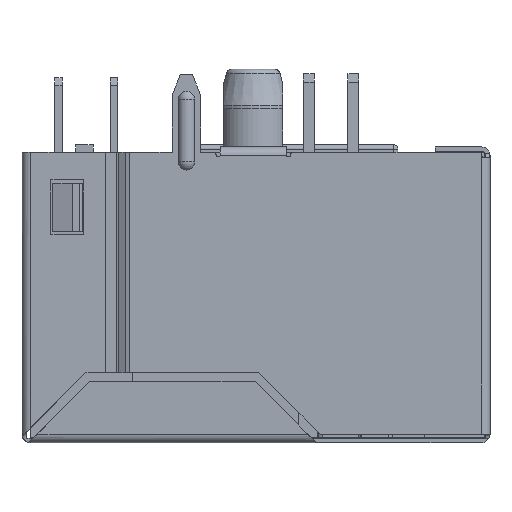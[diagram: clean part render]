
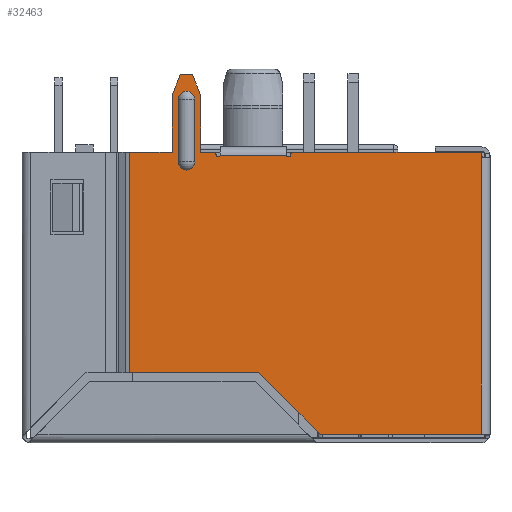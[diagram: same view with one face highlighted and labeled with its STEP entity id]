
A CAD part, left-side view. The second image highlights one B-rep face of the part: STEP entity #32463.
In plain terms, the highlighted planar face has unit normal (-1, 0, 0).
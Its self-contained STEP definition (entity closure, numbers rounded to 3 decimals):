
#28339=DIRECTION('',(0.,-1.,0.));
#28340=VECTOR('',#28339,12.8);
#28341=CARTESIAN_POINT('',(-7.975,-0.4,-20.95));
#28342=LINE('',#28341,#28340);
#28438=DIRECTION('',(0.,1.,0.));
#28439=VECTOR('',#28438,2.6);
#28440=CARTESIAN_POINT('',(-7.975,-15.85,-6.85));
#28441=LINE('',#28440,#28439);
#28442=DIRECTION('',(0.,0.932,-0.362));
#28443=VECTOR('',#28442,1.019);
#28444=CARTESIAN_POINT('',(-7.975,-16.8,-7.781));
#28445=LINE('',#28444,#28443);
#28446=DIRECTION('',(0.,0.,-1.));
#28447=VECTOR('',#28446,0.6);
#28448=CARTESIAN_POINT('',(-7.975,-13.25,-8.15));
#28449=LINE('',#28448,#28447);
#28450=CARTESIAN_POINT('',(-7.975,-13.15,-8.75));
#28451=DIRECTION('',(1.,0.,0.));
#28452=DIRECTION('',(0.,-1.,0.));
#28453=AXIS2_PLACEMENT_3D('',#28450,#28451,#28452);
#28455=CARTESIAN_POINT('',(-7.975,-13.15,-8.95));
#28456=DIRECTION('',(-1.,0.,0.));
#28457=DIRECTION('',(0.,0.,1.));
#28458=AXIS2_PLACEMENT_3D('',#28455,#28456,#28457);
#28460=CARTESIAN_POINT('',(-7.975,-13.15,-12.15));
#28461=DIRECTION('',(-1.,0.,0.));
#28462=DIRECTION('',(0.,0.5,0.866));
#28463=AXIS2_PLACEMENT_3D('',#28460,#28461,#28462);
#28465=CARTESIAN_POINT('',(-7.975,-13.15,-12.35));
#28466=DIRECTION('',(1.,0.,0.));
#28467=DIRECTION('',(0.,0.,1.));
#28468=AXIS2_PLACEMENT_3D('',#28465,#28466,#28467);
#28470=DIRECTION('',(0.,0.,-1.));
#28471=VECTOR('',#28470,8.6);
#28472=CARTESIAN_POINT('',(-7.975,-13.25,-12.35));
#28473=LINE('',#28472,#28471);
#28474=DIRECTION('',(0.,1.,0.));
#28475=VECTOR('',#28474,0.05);
#28476=CARTESIAN_POINT('',(-7.975,-13.25,-20.95));
#28477=LINE('',#28476,#28475);
#28478=DIRECTION('',(0.,0.,1.));
#28479=VECTOR('',#28478,7.35);
#28480=CARTESIAN_POINT('',(-7.975,-0.4,-20.95));
#28481=LINE('',#28480,#28479);
#28482=DIRECTION('',(0.,-0.707,0.707));
#28483=VECTOR('',#28482,3.96);
#28484=CARTESIAN_POINT('',(-7.975,-0.4,-13.6));
#28485=LINE('',#28484,#28483);
#28486=DIRECTION('',(0.,0.,1.));
#28487=VECTOR('',#28486,5.89);
#28488=CARTESIAN_POINT('',(-7.975,-3.2,-10.8));
#28489=LINE('',#28488,#28487);
#28490=DIRECTION('',(0.,-1.,0.));
#28491=VECTOR('',#28490,10.05);
#28492=CARTESIAN_POINT('',(-7.975,-3.2,-4.91));
#28493=LINE('',#28492,#28491);
#28494=DIRECTION('',(0.,0.,-1.));
#28495=VECTOR('',#28494,1.94);
#28496=CARTESIAN_POINT('',(-7.975,-13.25,-4.91));
#28497=LINE('',#28496,#28495);
#28498=DIRECTION('',(0.,-0.932,
-0.362));
#28499=VECTOR('',#28498,1.019);
#28500=CARTESIAN_POINT('',(-7.975,-15.85,-6.85));
#28501=LINE('',#28500,#28499);
#28502=DIRECTION('',(0.,0.,1.));
#28503=VECTOR('',#28502,0.561);
#28504=CARTESIAN_POINT('',(-7.975,-16.8,-7.781));
#28505=LINE('',#28504,#28503);
#28518=DIRECTION('',(0.,-1.,0.));
#28519=VECTOR('',#28518,2.6);
#28520=CARTESIAN_POINT('',(-7.975,-13.25,-8.15));
#28521=LINE('',#28520,#28519);
#28656=DIRECTION('',(0.,0.,1.));
#28657=VECTOR('',#28656,3.027);
#28658=CARTESIAN_POINT('',(-7.975,-13.1,-12.063));
#28659=LINE('',#28658,#28657);
#29016=DIRECTION('',(0.,-1.,0.));
#29017=VECTOR('',#29016,2.85);
#29018=CARTESIAN_POINT('',(-7.975,-12.82,
-7.126));
#29019=LINE('',#29018,#29017);
#29020=DIRECTION('',(0.,1.,0.));
#29021=VECTOR('',#29020,2.85);
#29022=CARTESIAN_POINT('',(-7.975,-15.669,
-7.874));
#29023=LINE('',#29022,#29021);
#29024=CARTESIAN_POINT('',(-7.975,-15.669,-7.5));
#29025=DIRECTION('',(1.,0.,0.));
#29026=DIRECTION('',(0.,0.,1.));
#29027=AXIS2_PLACEMENT_3D('',#29024,#29025,#29026);
#29029=CARTESIAN_POINT('',(-7.975,-15.669,-7.5));
#29030=DIRECTION('',(1.,0.,0.));
#29031=DIRECTION('',(0.,-1.,0.));
#29032=AXIS2_PLACEMENT_3D('',#29029,#29030,#29031);
#29044=CARTESIAN_POINT('',(-7.975,-12.819,-7.5));
#29045=DIRECTION('',(1.,0.,0.));
#29046=DIRECTION('',(0.,0.,-1.));
#29047=AXIS2_PLACEMENT_3D('',#29044,#29045,#29046);
#29049=CARTESIAN_POINT('',(-7.975,-12.819,-7.5));
#29050=DIRECTION('',(1.,0.,0.));
#29051=DIRECTION('',(0.,1.,0.));
#29052=AXIS2_PLACEMENT_3D('',#29049,#29050,#29051);
#31094=CARTESIAN_POINT('',(-7.975,-0.4,-20.95));
#31095=VERTEX_POINT('',#31094);
#31096=CARTESIAN_POINT('',(-7.975,-13.2,-20.95));
#31097=VERTEX_POINT('',#31096);
#31103=CARTESIAN_POINT('',(-7.975,-0.4,-13.6));
#31104=VERTEX_POINT('',#31103);
#31139=CARTESIAN_POINT('',(-7.975,-15.85,-6.85));
#31140=CARTESIAN_POINT('',(-7.975,-13.25,-6.85));
#31141=VERTEX_POINT('',#31139);
#31142=VERTEX_POINT('',#31140);
#31143=CARTESIAN_POINT('',(-7.975,-16.8,-7.781));
#31144=CARTESIAN_POINT('',(-7.975,-16.8,-7.219));
#31145=VERTEX_POINT('',#31143);
#31146=VERTEX_POINT('',#31144);
#31147=CARTESIAN_POINT('',(-7.975,-15.85,-8.15));
#31148=VERTEX_POINT('',#31147);
#31149=CARTESIAN_POINT('',(-7.975,-13.25,-8.15));
#31150=VERTEX_POINT('',#31149);
#31151=CARTESIAN_POINT('',(-7.975,-13.25,-8.75));
#31152=VERTEX_POINT('',#31151);
#31153=CARTESIAN_POINT('',(-7.975,-13.15,-8.85));
#31154=VERTEX_POINT('',#31153);
#31155=CARTESIAN_POINT('',(-7.975,-13.1,-9.037));
#31156=VERTEX_POINT('',#31155);
#31157=CARTESIAN_POINT('',(-7.975,-13.1,-12.063));
#31158=VERTEX_POINT('',#31157);
#31159=CARTESIAN_POINT('',(-7.975,-13.15,-12.25));
#31160=VERTEX_POINT('',#31159);
#31161=CARTESIAN_POINT('',(-7.975,-13.25,-12.35));
#31162=VERTEX_POINT('',#31161);
#31163=CARTESIAN_POINT('',(-7.975,-13.25,-20.95));
#31164=VERTEX_POINT('',#31163);
#31165=CARTESIAN_POINT('',(-7.975,-3.2,-10.8));
#31166=VERTEX_POINT('',#31165);
#31167=CARTESIAN_POINT('',(-7.975,-3.2,-4.91));
#31168=VERTEX_POINT('',#31167);
#31169=CARTESIAN_POINT('',(-7.975,-13.25,-4.91));
#31170=VERTEX_POINT('',#31169);
#31171=CARTESIAN_POINT('',(-7.975,-12.82,
-7.126));
#31172=CARTESIAN_POINT('',(-7.975,-15.669,
-7.126));
#31173=VERTEX_POINT('',#31171);
#31174=VERTEX_POINT('',#31172);
#31175=CARTESIAN_POINT('',(-7.975,-12.445,-7.5));
#31176=VERTEX_POINT('',#31175);
#31177=CARTESIAN_POINT('',(-7.975,-12.819,-7.874));
#31178=VERTEX_POINT('',#31177);
#31179=CARTESIAN_POINT('',(-7.975,-15.669,
-7.874));
#31180=VERTEX_POINT('',#31179);
#31181=CARTESIAN_POINT('',(-7.975,-16.043,-7.5));
#31182=VERTEX_POINT('',#31181);
#32407=CARTESIAN_POINT('',(-7.975,-13.25,0.));
#32408=DIRECTION('',(1.,0.,0.));
#32409=DIRECTION('',(0.,0.,-1.));
#32410=AXIS2_PLACEMENT_3D('',#32407,#32408,#32409);
#32411=PLANE('',#32410);
#32413=ORIENTED_EDGE('',*,*,#32412,.F.);
#32415=ORIENTED_EDGE('',*,*,#32414,.T.);
#32417=ORIENTED_EDGE('',*,*,#32416,.F.);
#32419=ORIENTED_EDGE('',*,*,#32418,.T.);
#32421=ORIENTED_EDGE('',*,*,#32420,.T.);
#32423=ORIENTED_EDGE('',*,*,#32422,.T.);
#32425=ORIENTED_EDGE('',*,*,#32424,.F.);
#32427=ORIENTED_EDGE('',*,*,#32426,.T.);
#32429=ORIENTED_EDGE('',*,*,#32428,.T.);
#32431=ORIENTED_EDGE('',*,*,#32430,.T.);
#32433=ORIENTED_EDGE('',*,*,#32432,.T.);
#32434=ORIENTED_EDGE('',*,*,#32303,.F.);
#32435=ORIENTED_EDGE('',*,*,#32339,.T.);
#32437=ORIENTED_EDGE('',*,*,#32436,.T.);
#32439=ORIENTED_EDGE('',*,*,#32438,.T.);
#32441=ORIENTED_EDGE('',*,*,#32440,.T.);
#32443=ORIENTED_EDGE('',*,*,#32442,.T.);
#32444=ORIENTED_EDGE('',*,*,#32397,.F.);
#32446=ORIENTED_EDGE('',*,*,#32445,.T.);
#32447=EDGE_LOOP('',(#32413,#32415,#32417,#32419,#32421,#32423,#32425,#32427,
#32429,#32431,#32433,#32434,#32435,#32437,#32439,#32441,#32443,#32444,#32446));
#32448=FACE_OUTER_BOUND('',#32447,.F.);
#32450=ORIENTED_EDGE('',*,*,#32449,.F.);
#32452=ORIENTED_EDGE('',*,*,#32451,.F.);
#32454=ORIENTED_EDGE('',*,*,#32453,.F.);
#32456=ORIENTED_EDGE('',*,*,#32455,.F.);
#32458=ORIENTED_EDGE('',*,*,#32457,.F.);
#32460=ORIENTED_EDGE('',*,*,#32459,.F.);
#32461=EDGE_LOOP('',(#32450,#32452,#32454,#32456,#32458,#32460));
#32462=FACE_BOUND('',#32461,.F.);
#32463=ADVANCED_FACE('',(#32448,#32462),#32411,.F.);
#28454=CIRCLE('',#28453,0.1);
#28459=CIRCLE('',#28458,0.1);
#28464=CIRCLE('',#28463,0.1);
#28469=CIRCLE('',#28468,0.1);
#29028=CIRCLE('',#29027,0.374);
#29033=CIRCLE('',#29032,0.374);
#29048=CIRCLE('',#29047,0.374);
#29053=CIRCLE('',#29052,0.374);
#32303=EDGE_CURVE('',#31095,#31097,#28342,.T.);
#32339=EDGE_CURVE('',#31095,#31104,#28481,.T.);
#32397=EDGE_CURVE('',#31141,#31142,#28441,.T.);
#32412=EDGE_CURVE('',#31145,#31146,#28505,.T.);
#32414=EDGE_CURVE('',#31145,#31148,#28445,.T.);
#32416=EDGE_CURVE('',#31150,#31148,#28521,.T.);
#32418=EDGE_CURVE('',#31150,#31152,#28449,.T.);
#32420=EDGE_CURVE('',#31152,#31154,#28454,.T.);
#32422=EDGE_CURVE('',#31154,#31156,#28459,.T.);
#32424=EDGE_CURVE('',#31158,#31156,#28659,.T.);
#32426=EDGE_CURVE('',#31158,#31160,#28464,.T.);
#32428=EDGE_CURVE('',#31160,#31162,#28469,.T.);
#32430=EDGE_CURVE('',#31162,#31164,#28473,.T.);
#32432=EDGE_CURVE('',#31164,#31097,#28477,.T.);
#32436=EDGE_CURVE('',#31104,#31166,#28485,.T.);
#32438=EDGE_CURVE('',#31166,#31168,#28489,.T.);
#32440=EDGE_CURVE('',#31168,#31170,#28493,.T.);
#32442=EDGE_CURVE('',#31170,#31142,#28497,.T.);
#32445=EDGE_CURVE('',#31141,#31146,#28501,.T.);
#32449=EDGE_CURVE('',#31173,#31174,#29019,.T.);
#32451=EDGE_CURVE('',#31176,#31173,#29053,.T.);
#32453=EDGE_CURVE('',#31178,#31176,#29048,.T.);
#32455=EDGE_CURVE('',#31180,#31178,#29023,.T.);
#32457=EDGE_CURVE('',#31182,#31180,#29033,.T.);
#32459=EDGE_CURVE('',#31174,#31182,#29028,.T.);
